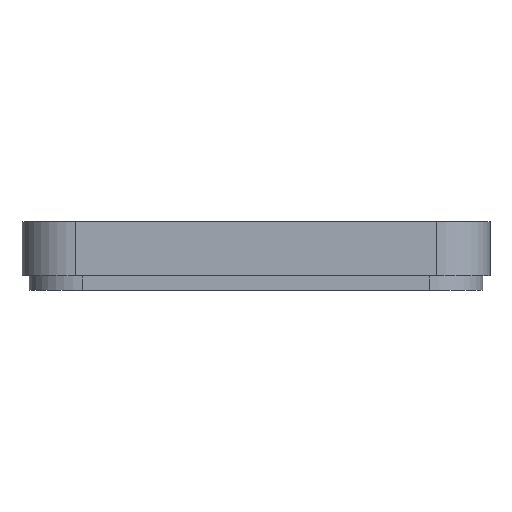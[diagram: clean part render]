
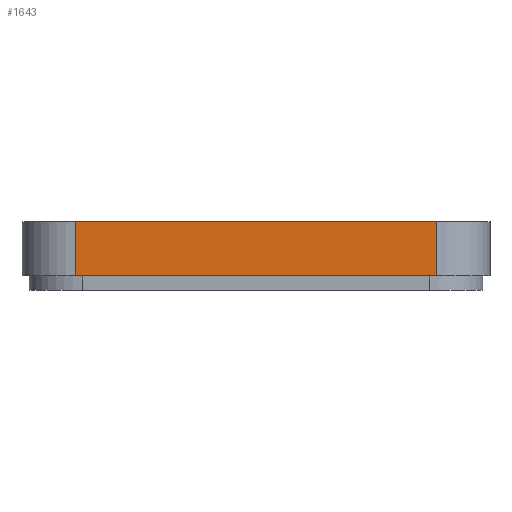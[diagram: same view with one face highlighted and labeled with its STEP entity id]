
A CAD part, front view. The second image highlights one B-rep face of the part: STEP entity #1643.
In plain terms, the highlighted planar face has unit normal (0, -1, 0).
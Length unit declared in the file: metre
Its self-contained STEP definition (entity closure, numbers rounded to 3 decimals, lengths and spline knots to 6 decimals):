
#216=ORIENTED_EDGE('',*,*,#680,.T.);
#217=ORIENTED_EDGE('',*,*,#696,.F.);
#218=ORIENTED_EDGE('',*,*,#664,.F.);
#219=ORIENTED_EDGE('',*,*,#697,.T.);
#664=EDGE_CURVE('',#904,#905,#1048,.T.);
#680=EDGE_CURVE('',#920,#921,#1056,.T.);
#696=EDGE_CURVE('',#905,#921,#1064,.T.);
#697=EDGE_CURVE('',#904,#920,#1065,.T.);
#904=VERTEX_POINT('',#2547);
#905=VERTEX_POINT('',#2548);
#920=VERTEX_POINT('',#2580);
#921=VERTEX_POINT('',#2581);
#1048=LINE('',#2546,#1248);
#1056=LINE('',#2579,#1256);
#1064=LINE('',#2612,#1264);
#1065=LINE('',#2613,#1265);
#1248=VECTOR('',#2001,1.);
#1256=VECTOR('',#2027,1.);
#1264=VECTOR('',#2053,1.);
#1265=VECTOR('',#2054,1.);
#1380=EDGE_LOOP('',(#216,#217,#218,#219));
#1490=FACE_BOUND('',#1380,.T.);
#1577=PLANE('',#1774);
#1643=ADVANCED_FACE('',(#1490),#1577,.F.);
#1774=AXIS2_PLACEMENT_3D('',#2611,#2051,#2052);
#2001=DIRECTION('',(1.,0.,0.));
#2027=DIRECTION('',(1.,0.,0.));
#2051=DIRECTION('',(0.,1.,0.));
#2052=DIRECTION('',(0.,0.,1.));
#2053=DIRECTION('',(0.,0.,-1.));
#2054=DIRECTION('',(0.,0.,-1.));
#2546=CARTESIAN_POINT('',(0.,-0.042977,0.007628));
#2547=CARTESIAN_POINT('',(-0.025482,-0.042977,0.007628));
#2548=CARTESIAN_POINT('',(0.025482,-0.042977,0.007628));
#2579=CARTESIAN_POINT('',(0.,-0.042977,0.));
#2580=CARTESIAN_POINT('',(-0.025482,-0.042977,0.));
#2581=CARTESIAN_POINT('',(0.025482,-0.042977,0.));
#2611=CARTESIAN_POINT('',(0.,-0.042977,0.007628));
#2612=CARTESIAN_POINT('',(0.025482,-0.042977,0.007628));
#2613=CARTESIAN_POINT('',(-0.025482,-0.042977,0.007628));
